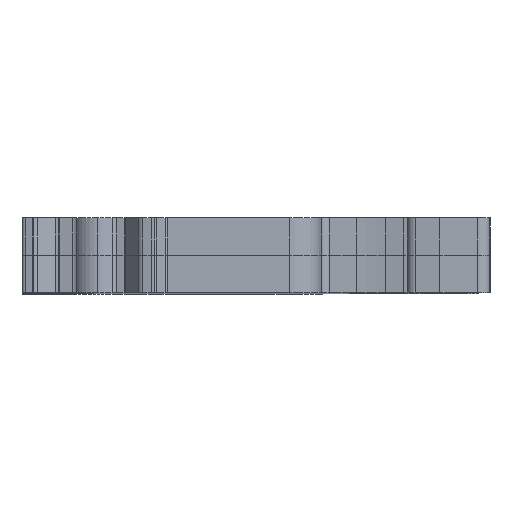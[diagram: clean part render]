
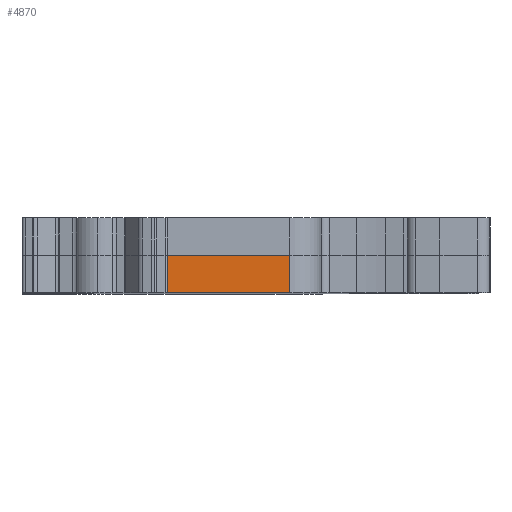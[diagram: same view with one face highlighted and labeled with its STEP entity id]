
A CAD part, top view. The second image highlights one B-rep face of the part: STEP entity #4870.
In plain terms, the highlighted face is planar.
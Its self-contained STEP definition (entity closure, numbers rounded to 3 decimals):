
#148 = DIRECTION ( 'NONE',  ( 0., 1., 0. ) ) ;
#325 = EDGE_CURVE ( 'NONE', #8738, #5342, #10296, .T. ) ;
#330 = LINE ( 'NONE', #2412, #6205 ) ;
#907 = CARTESIAN_POINT ( 'NONE',  ( 3., -43.427, 8.443 ) ) ;
#1151 = ORIENTED_EDGE ( 'NONE', *, *, #325, .T. ) ;
#2197 = ORIENTED_EDGE ( 'NONE', *, *, #13609, .T. ) ;
#2412 = CARTESIAN_POINT ( 'NONE',  ( 0., -43.427, 18.197 ) ) ;
#3491 = LINE ( 'NONE', #7680, #3970 ) ;
#3842 = DIRECTION ( 'NONE',  ( 0., 0., 1. ) ) ;
#3889 = FACE_OUTER_BOUND ( 'NONE', #13400, .T. ) ;
#3970 = VECTOR ( 'NONE', #8953, 1000. ) ;
#4816 = CARTESIAN_POINT ( 'NONE',  ( 0., -43.427, 18.197 ) ) ;
#4870 = ADVANCED_FACE ( 'NONE', ( #3889 ), #8274, .F. ) ;
#5342 = VERTEX_POINT ( 'NONE', #5384 ) ;
#5384 = CARTESIAN_POINT ( 'NONE',  ( 3., -43.427, 18.197 ) ) ;
#5473 = ORIENTED_EDGE ( 'NONE', *, *, #6157, .F. ) ;
#5506 = DIRECTION ( 'NONE',  ( 1., 0., 0. ) ) ;
#6157 = EDGE_CURVE ( 'NONE', #13567, #5342, #330, .T. ) ;
#6205 = VECTOR ( 'NONE', #5506, 1000. ) ;
#7053 = CARTESIAN_POINT ( 'NONE',  ( 3., -43.427, 8.443 ) ) ;
#7680 = CARTESIAN_POINT ( 'NONE',  ( 0., -43.427, 8.443 ) ) ;
#8274 = PLANE ( 'NONE',  #17600 ) ;
#8738 = VERTEX_POINT ( 'NONE', #7053 ) ;
#8948 = VERTEX_POINT ( 'NONE', #14887 ) ;
#8953 = DIRECTION ( 'NONE',  ( 1., 0., 0. ) ) ;
#9147 = EDGE_CURVE ( 'NONE', #8948, #13567, #17254, .T. ) ;
#10296 = LINE ( 'NONE', #907, #14846 ) ;
#10680 = ORIENTED_EDGE ( 'NONE', *, *, #9147, .F. ) ;
#11921 = CARTESIAN_POINT ( 'NONE',  ( 0., -43.427, 8.443 ) ) ;
#12310 = DIRECTION ( 'NONE',  ( 1., 0., 0. ) ) ;
#13400 = EDGE_LOOP ( 'NONE', ( #2197, #1151, #5473, #10680 ) ) ;
#13567 = VERTEX_POINT ( 'NONE', #4816 ) ;
#13609 = EDGE_CURVE ( 'NONE', #8948, #8738, #3491, .T. ) ;
#14846 = VECTOR ( 'NONE', #3842, 1000. ) ;
#14887 = CARTESIAN_POINT ( 'NONE',  ( 0., -43.427, 8.443 ) ) ;
#14968 = CARTESIAN_POINT ( 'NONE',  ( 0., -43.427, 8.443 ) ) ;
#16008 = DIRECTION ( 'NONE',  ( 0., 0., 1. ) ) ;
#16864 = VECTOR ( 'NONE', #16008, 1000. ) ;
#17254 = LINE ( 'NONE', #11921, #16864 ) ;
#17600 = AXIS2_PLACEMENT_3D ( 'NONE', #14968, #148, #12310 ) ;
